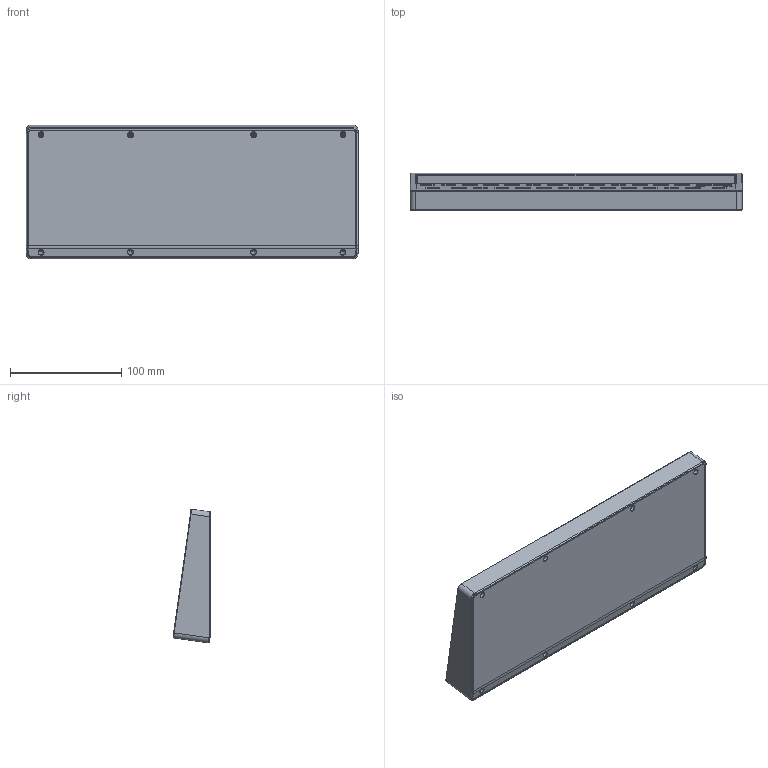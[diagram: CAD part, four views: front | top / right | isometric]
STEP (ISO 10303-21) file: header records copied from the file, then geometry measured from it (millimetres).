
FILE_DESCRIPTION(/* description */ (''),/* implementation_level */ '2;1');
FILE_NAME(/* name */ 'Libertas60.step',/* time_stamp */ '2021-07-02T18:17:26-04:00',/* author */ (''),/* organization */ (''),/* preprocessor_version */ 'ST-DEVELOPER v18.1',/* originating_system */ 'Autodesk Translation Framework v10.9.0.1377',/* authorisation */ '');
FILE_SCHEMA (('AUTOMOTIVE_DESIGN { 1 0 10303 214 3 1 1 }'));
Products named in the file (4): Libertas60; case_top; case_plate; case_bottom
Assembly tree (3 placements, depth 2):
  Libertas60
    case_top
    case_plate
    case_bottom
Bounding box: 297.85 x 33.93 x 119.89 mm (x, y, z)
Volume: 428384.1 mm3; surface area: 174361.9 mm2
Topology: 3 solids, 3 shells, 1695 faces, 4714 edges, 3076 vertices
Faces by surface type: plane 792, cylinder 661, bspline 121, cone 117, torus 4
Full cylindrical faces by diameter (mm): 1.6 x4, 2 x5, 2.15 x8, 2.65 x8, 4.8 x8
Entity records: 55387 total; most frequent: CARTESIAN_POINT 11125, ORIENTED_EDGE 9428, DIRECTION 9019, EDGE_CURVE 4714, VERTEX_POINT 3076, AXIS2_PLACEMENT_3D 3026, LINE 2967, VECTOR 2967
